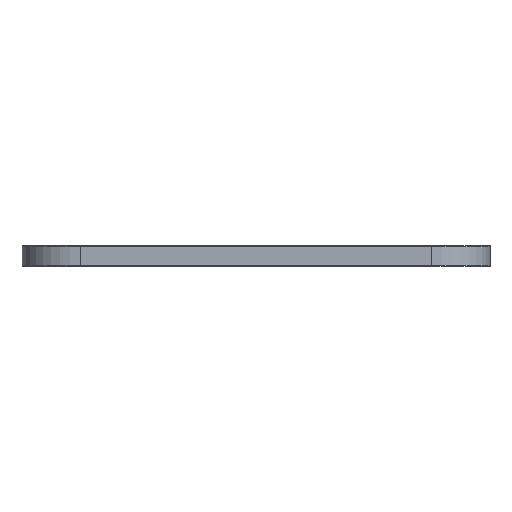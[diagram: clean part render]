
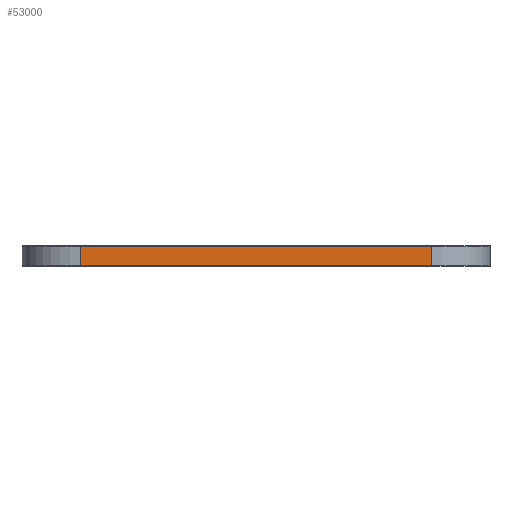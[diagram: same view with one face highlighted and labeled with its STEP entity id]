
A CAD part, left-side view. The second image highlights one B-rep face of the part: STEP entity #53000.
In plain terms, the highlighted planar face has unit normal (-1, 0, 0).
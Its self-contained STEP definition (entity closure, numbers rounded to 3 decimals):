
#52323 = VERTEX_POINT('',#52324);
#52324 = CARTESIAN_POINT('',(-35.75,21.,0.));
#52331 = EDGE_CURVE('',#52332,#52323,#52334,.T.);
#52332 = VERTEX_POINT('',#52333);
#52333 = CARTESIAN_POINT('',(-35.75,3.,0.));
#52334 = LINE('',#52335,#52336);
#52335 = CARTESIAN_POINT('',(-35.75,3.,0.));
#52336 = VECTOR('',#52337,1.);
#52337 = DIRECTION('',(0.,1.,0.));
#52635 = VERTEX_POINT('',#52636);
#52636 = CARTESIAN_POINT('',(-35.75,21.,1.));
#52643 = EDGE_CURVE('',#52644,#52635,#52646,.T.);
#52644 = VERTEX_POINT('',#52645);
#52645 = CARTESIAN_POINT('',(-35.75,3.,1.));
#52646 = LINE('',#52647,#52648);
#52647 = CARTESIAN_POINT('',(-35.75,3.,1.));
#52648 = VECTOR('',#52649,1.);
#52649 = DIRECTION('',(0.,1.,0.));
#52970 = EDGE_CURVE('',#52323,#52635,#52971,.T.);
#52971 = LINE('',#52972,#52973);
#52972 = CARTESIAN_POINT('',(-35.75,21.,0.));
#52973 = VECTOR('',#52974,1.);
#52974 = DIRECTION('',(0.,0.,1.));
#53000 = ADVANCED_FACE('',(#53001),#53012,.T.);
#53001 = FACE_BOUND('',#53002,.T.);
#53002 = EDGE_LOOP('',(#53003,#53009,#53010,#53011));
#53003 = ORIENTED_EDGE('',*,*,#53004,.T.);
#53004 = EDGE_CURVE('',#52332,#52644,#53005,.T.);
#53005 = LINE('',#53006,#53007);
#53006 = CARTESIAN_POINT('',(-35.75,3.,0.));
#53007 = VECTOR('',#53008,1.);
#53008 = DIRECTION('',(0.,0.,1.));
#53009 = ORIENTED_EDGE('',*,*,#52643,.T.);
#53010 = ORIENTED_EDGE('',*,*,#52970,.F.);
#53011 = ORIENTED_EDGE('',*,*,#52331,.F.);
#53012 = PLANE('',#53013);
#53013 = AXIS2_PLACEMENT_3D('',#53014,#53015,#53016);
#53014 = CARTESIAN_POINT('',(-35.75,3.,0.));
#53015 = DIRECTION('',(-1.,0.,0.));
#53016 = DIRECTION('',(0.,1.,0.));
